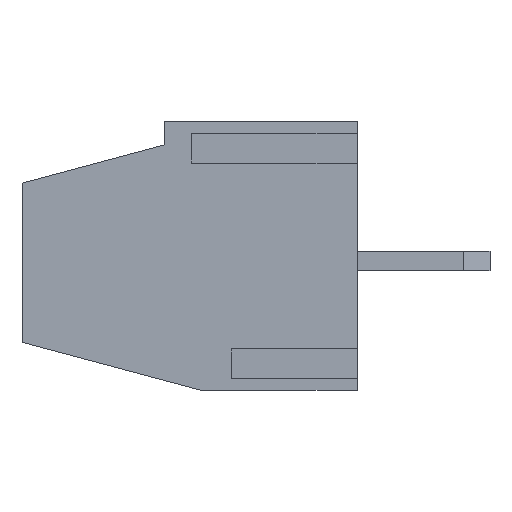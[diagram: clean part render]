
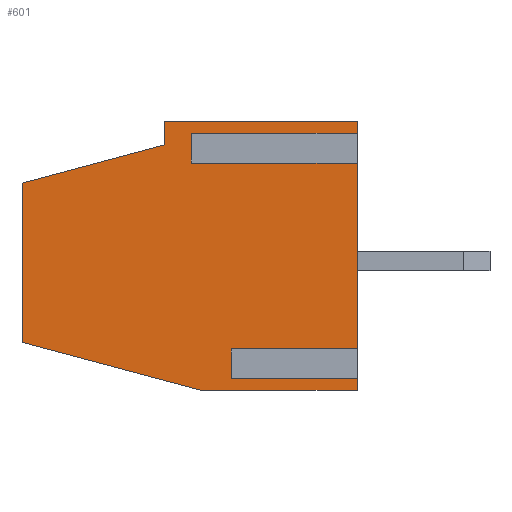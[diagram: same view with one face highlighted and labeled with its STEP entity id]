
A CAD part, left-side view. The second image highlights one B-rep face of the part: STEP entity #601.
In plain terms, the highlighted planar face has unit normal (-1, 0, 0).
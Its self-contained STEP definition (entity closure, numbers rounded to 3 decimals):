
#110 = CARTESIAN_POINT ( 'NONE',  ( -2.54, 5., 3.132 ) ) ;
#331 = CARTESIAN_POINT ( 'NONE',  ( -2.54, 0., 4.2 ) ) ;
#453 = EDGE_CURVE ( 'NONE', #10561, #13081, #3198, .T. ) ;
#543 = LINE ( 'NONE', #27355, #6779 ) ;
#569 = CARTESIAN_POINT ( 'NONE',  ( -2.54, 5., 3.132 ) ) ;
#601 = ADVANCED_FACE ( 'NONE', ( #17808 ), #11179, .F. ) ;
#1072 = CARTESIAN_POINT ( 'NONE',  ( -2.54, 10.1, -2.452 ) ) ;
#1496 = VECTOR ( 'NONE', #23365, 1000. ) ;
#1690 = VERTEX_POINT ( 'NONE', #11740 ) ;
#1983 = VERTEX_POINT ( 'NONE', #16507 ) ;
#1988 = VERTEX_POINT ( 'NONE', #12391 ) ;
#1998 = VECTOR ( 'NONE', #17464, 1000. ) ;
#2014 = DIRECTION ( 'NONE',  ( 1., 0., 0. ) ) ;
#2580 = AXIS2_PLACEMENT_3D ( 'NONE', #4644, #2014, #13267 ) ;
#2636 = ORIENTED_EDGE ( 'NONE', *, *, #16438, .F. ) ;
#3198 = LINE ( 'NONE', #27943, #13501 ) ;
#3426 = LINE ( 'NONE', #28176, #28163 ) ;
#3452 = LINE ( 'NONE', #26155, #27361 ) ;
#3524 = EDGE_CURVE ( 'NONE', #10561, #20845, #17485, .T. ) ;
#3533 = ORIENTED_EDGE ( 'NONE', *, *, #7781, .T. ) ;
#3861 = EDGE_CURVE ( 'NONE', #1988, #4117, #3426, .T. ) ;
#4117 = VERTEX_POINT ( 'NONE', #12142 ) ;
#4644 = CARTESIAN_POINT ( 'NONE',  ( -2.54, 10.1, 4.2 ) ) ;
#4759 = ORIENTED_EDGE ( 'NONE', *, *, #7579, .F. ) ;
#5919 = EDGE_CURVE ( 'NONE', #14374, #22268, #12205, .T. ) ;
#5947 = EDGE_CURVE ( 'NONE', #9845, #1690, #3452, .T. ) ;
#6021 = VECTOR ( 'NONE', #23732, 1000. ) ;
#6120 = ORIENTED_EDGE ( 'NONE', *, *, #5919, .F. ) ;
#6218 = CARTESIAN_POINT ( 'NONE',  ( -2.54, 10.1, -2.452 ) ) ;
#6236 = LINE ( 'NONE', #8483, #1998 ) ;
#6531 = VERTEX_POINT ( 'NONE', #6218 ) ;
#6779 = VECTOR ( 'NONE', #7497, 1000. ) ;
#6825 = DIRECTION ( 'NONE',  ( 0., 0., 1. ) ) ;
#6990 = VERTEX_POINT ( 'NONE', #569 ) ;
#7265 = CARTESIAN_POINT ( 'NONE',  ( -2.54, 10.1, 4.2 ) ) ;
#7497 = DIRECTION ( 'NONE',  ( 0., -1., 0. ) ) ;
#7579 = EDGE_CURVE ( 'NONE', #6531, #1983, #9627, .T. ) ;
#7781 = EDGE_CURVE ( 'NONE', #13200, #10497, #543, .T. ) ;
#7933 = DIRECTION ( 'NONE',  ( 0., -1., 0. ) ) ;
#8205 = CARTESIAN_POINT ( 'NONE',  ( -2.54, 3.8, -3.368 ) ) ;
#8483 = CARTESIAN_POINT ( 'NONE',  ( -2.54, 10.1, 4.2 ) ) ;
#8632 = EDGE_CURVE ( 'NONE', #22268, #24086, #6236, .T. ) ;
#9043 = DIRECTION ( 'NONE',  ( 0., 0., -1. ) ) ;
#9437 = DIRECTION ( 'NONE',  ( 0., -0.966, 0.259 ) ) ;
#9510 = ORIENTED_EDGE ( 'NONE', *, *, #8632, .F. ) ;
#9576 = LINE ( 'NONE', #19013, #18453 ) ;
#9627 = LINE ( 'NONE', #7265, #11516 ) ;
#9704 = EDGE_CURVE ( 'NONE', #20845, #1988, #23845, .T. ) ;
#9845 = VERTEX_POINT ( 'NONE', #28840 ) ;
#9885 = DIRECTION ( 'NONE',  ( 0., -1., 0. ) ) ;
#9903 = ORIENTED_EDGE ( 'NONE', *, *, #28642, .F. ) ;
#10285 = ORIENTED_EDGE ( 'NONE', *, *, #3524, .T. ) ;
#10497 = VERTEX_POINT ( 'NONE', #20360 ) ;
#10561 = VERTEX_POINT ( 'NONE', #16087 ) ;
#11121 = LINE ( 'NONE', #331, #14632 ) ;
#11179 = PLANE ( 'NONE',  #2580 ) ;
#11301 = ORIENTED_EDGE ( 'NONE', *, *, #17817, .T. ) ;
#11516 = VECTOR ( 'NONE', #15954, 1000. ) ;
#11740 = CARTESIAN_POINT ( 'NONE',  ( -2.54, 0., -3.9 ) ) ;
#12117 = DIRECTION ( 'NONE',  ( 0., -1., 0. ) ) ;
#12142 = CARTESIAN_POINT ( 'NONE',  ( -2.54, 0., 3.132 ) ) ;
#12205 = LINE ( 'NONE', #18531, #1496 ) ;
#12391 = CARTESIAN_POINT ( 'NONE',  ( -2.54, 0., -2.832 ) ) ;
#12468 = DIRECTION ( 'NONE',  ( 0., 0., 1. ) ) ;
#12697 = CARTESIAN_POINT ( 'NONE',  ( -2.54, 0., -3.368 ) ) ;
#12794 = DIRECTION ( 'NONE',  ( 0., 0., 1. ) ) ;
#12880 = CARTESIAN_POINT ( 'NONE',  ( -2.54, 5.8, 3.5 ) ) ;
#13081 = VERTEX_POINT ( 'NONE', #12697 ) ;
#13200 = VERTEX_POINT ( 'NONE', #24420 ) ;
#13267 = DIRECTION ( 'NONE',  ( 0., 0., -1. ) ) ;
#13501 = VECTOR ( 'NONE', #9885, 1000. ) ;
#13720 = ORIENTED_EDGE ( 'NONE', *, *, #9704, .T. ) ;
#13881 = ORIENTED_EDGE ( 'NONE', *, *, #21131, .F. ) ;
#14374 = VERTEX_POINT ( 'NONE', #12880 ) ;
#14632 = VECTOR ( 'NONE', #6825, 1000. ) ;
#14666 = ORIENTED_EDGE ( 'NONE', *, *, #453, .F. ) ;
#15954 = DIRECTION ( 'NONE',  ( 0., 0., 1. ) ) ;
#16087 = CARTESIAN_POINT ( 'NONE',  ( -2.54, 3.8, -3.368 ) ) ;
#16438 = EDGE_CURVE ( 'NONE', #6990, #4117, #22372, .T. ) ;
#16507 = CARTESIAN_POINT ( 'NONE',  ( -2.54, 10.1, 2.348 ) ) ;
#17101 = LINE ( 'NONE', #26067, #22974 ) ;
#17464 = DIRECTION ( 'NONE',  ( 0., -1., 0. ) ) ;
#17485 = LINE ( 'NONE', #8205, #21621 ) ;
#17808 = FACE_OUTER_BOUND ( 'NONE', #25859, .T. ) ;
#17817 = EDGE_CURVE ( 'NONE', #1690, #13081, #11121, .T. ) ;
#18453 = VECTOR ( 'NONE', #9437, 1000. ) ;
#18531 = CARTESIAN_POINT ( 'NONE',  ( -2.54, 5.8, 3.5 ) ) ;
#18949 = ORIENTED_EDGE ( 'NONE', *, *, #29063, .T. ) ;
#19013 = CARTESIAN_POINT ( 'NONE',  ( -2.54, 10.1, 2.348 ) ) ;
#19686 = CARTESIAN_POINT ( 'NONE',  ( -2.54, 5.8, 4.2 ) ) ;
#19733 = VECTOR ( 'NONE', #22951, 1000. ) ;
#20360 = CARTESIAN_POINT ( 'NONE',  ( -2.54, 0., 3.668 ) ) ;
#20845 = VERTEX_POINT ( 'NONE', #23107 ) ;
#20893 = VECTOR ( 'NONE', #9043, 1000. ) ;
#20900 = VECTOR ( 'NONE', #12117, 1000. ) ;
#21131 = EDGE_CURVE ( 'NONE', #1983, #14374, #9576, .T. ) ;
#21268 = LINE ( 'NONE', #1072, #6021 ) ;
#21528 = CARTESIAN_POINT ( 'NONE',  ( -2.54, 3.8, -2.832 ) ) ;
#21621 = VECTOR ( 'NONE', #12794, 1000. ) ;
#22268 = VERTEX_POINT ( 'NONE', #19686 ) ;
#22372 = LINE ( 'NONE', #110, #19733 ) ;
#22951 = DIRECTION ( 'NONE',  ( 0., -1., 0. ) ) ;
#22974 = VECTOR ( 'NONE', #24287, 1000. ) ;
#23107 = CARTESIAN_POINT ( 'NONE',  ( -2.54, 3.8, -2.832 ) ) ;
#23365 = DIRECTION ( 'NONE',  ( 0., 0., 1. ) ) ;
#23555 = EDGE_CURVE ( 'NONE', #13200, #6990, #28900, .T. ) ;
#23732 = DIRECTION ( 'NONE',  ( 0., 0.966, 0.259 ) ) ;
#23845 = LINE ( 'NONE', #21528, #20900 ) ;
#24086 = VERTEX_POINT ( 'NONE', #27424 ) ;
#24287 = DIRECTION ( 'NONE',  ( 0., 0., 1. ) ) ;
#24420 = CARTESIAN_POINT ( 'NONE',  ( -2.54, 5., 3.668 ) ) ;
#24483 = CARTESIAN_POINT ( 'NONE',  ( -2.54, 5., 3.668 ) ) ;
#25504 = ORIENTED_EDGE ( 'NONE', *, *, #3861, .T. ) ;
#25859 = EDGE_LOOP ( 'NONE', ( #14666, #10285, #13720, #25504, #2636, #28134, #3533, #18949, #9510, #6120, #13881, #4759, #9903, #27804, #11301 ) ) ;
#26067 = CARTESIAN_POINT ( 'NONE',  ( -2.54, 0., 4.2 ) ) ;
#26155 = CARTESIAN_POINT ( 'NONE',  ( -2.54, 10.1, -3.9 ) ) ;
#27355 = CARTESIAN_POINT ( 'NONE',  ( -2.54, 5., 3.668 ) ) ;
#27361 = VECTOR ( 'NONE', #7933, 1000. ) ;
#27424 = CARTESIAN_POINT ( 'NONE',  ( -2.54, 0., 4.2 ) ) ;
#27804 = ORIENTED_EDGE ( 'NONE', *, *, #5947, .T. ) ;
#27943 = CARTESIAN_POINT ( 'NONE',  ( -2.54, 3.8, -3.368 ) ) ;
#28134 = ORIENTED_EDGE ( 'NONE', *, *, #23555, .F. ) ;
#28163 = VECTOR ( 'NONE', #12468, 1000. ) ;
#28176 = CARTESIAN_POINT ( 'NONE',  ( -2.54, 0., 4.2 ) ) ;
#28642 = EDGE_CURVE ( 'NONE', #9845, #6531, #21268, .T. ) ;
#28840 = CARTESIAN_POINT ( 'NONE',  ( -2.54, 4.697, -3.9 ) ) ;
#28900 = LINE ( 'NONE', #24483, #20893 ) ;
#29063 = EDGE_CURVE ( 'NONE', #10497, #24086, #17101, .T. ) ;
